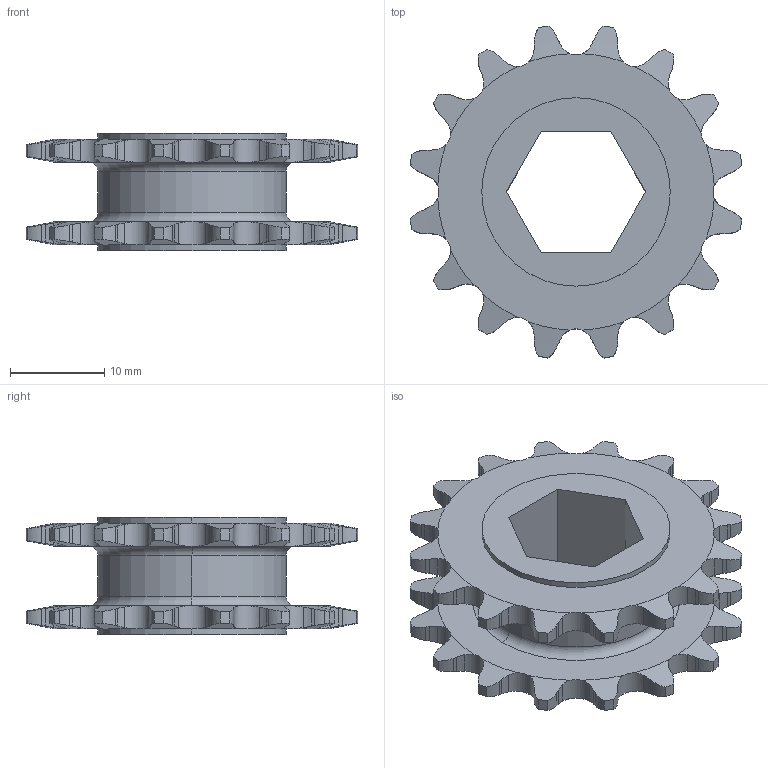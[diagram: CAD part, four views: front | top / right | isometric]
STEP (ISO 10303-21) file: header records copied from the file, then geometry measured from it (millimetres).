
FILE_DESCRIPTION (( 'STEP AP214' ), '1' );
FILE_NAME ('16t_Aluminum_Hub_Double_Sprocket_25_Chain_1_2_Hex_Bore_WCP-0087.STEP', '2019-01-05T21:48:49', ( '' ), ( '' ), 'SwSTEP 2.0', 'SolidWorks 2018', '' );
FILE_SCHEMA (( 'AUTOMOTIVE_DESIGN' ));
Length unit declared in the file: inch
Products named in the file (1): 16t_Aluminum_Hub_Double_Sprocket_25_Chain_1_2_Hex_Bore_WCP-0087
Bounding box: 35.21 x 35.21 x 12.45 mm (x, y, z)
Volume: 4423.9 mm3; surface area: 3905.1 mm2
Topology: 1 solids, 1 shells, 356 faces, 1046 edges, 696 vertices
Faces by surface type: cylinder 212, plane 76, cone 64, torus 4
Entity records: 12870 total; most frequent: CARTESIAN_POINT 4203, ORIENTED_EDGE 2092, DIRECTION 1440, EDGE_CURVE 1046, VERTEX_POINT 696, AXIS2_PLACEMENT_3D 573, B_SPLINE_CURVE_WITH_KNOTS 536, EDGE_LOOP 362
